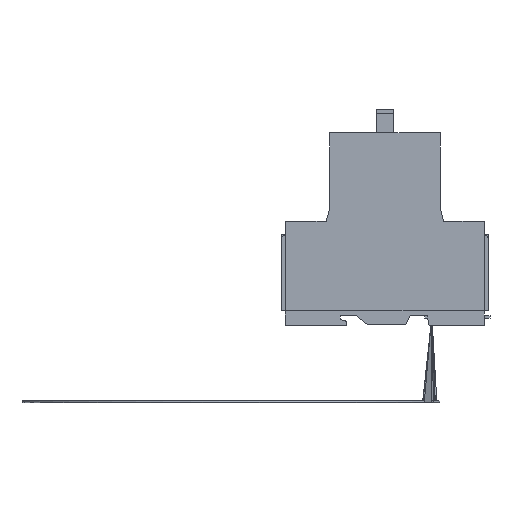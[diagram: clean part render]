
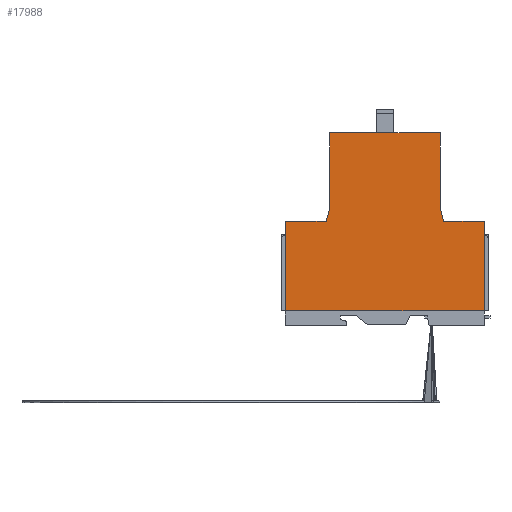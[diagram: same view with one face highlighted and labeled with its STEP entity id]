
A CAD part, left-side view. The second image highlights one B-rep face of the part: STEP entity #17988.
In plain terms, the highlighted planar face has unit normal (-1, 0, 0).
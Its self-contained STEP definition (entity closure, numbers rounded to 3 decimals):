
#2925 = CARTESIAN_POINT ( 'NONE',  ( 0., -40., -54. ) ) ;
#3929 = FACE_OUTER_BOUND ( 'NONE', #17989, .T. ) ;
#3931 = AXIS2_PLACEMENT_3D ( 'NONE', #3938, #3945, #3944 ) ;
#3932 = PLANE ( 'NONE',  #3931 ) ;
#3938 = CARTESIAN_POINT ( 'NONE',  ( 0., 22.25, 17.5 ) ) ;
#3944 = DIRECTION ( 'NONE',  ( 0., 0., 1. ) ) ;
#3945 = DIRECTION ( 'NONE',  ( -1., 0., 0. ) ) ;
#6023 = CARTESIAN_POINT ( 'NONE',  ( 0., -22.25, -12.75 ) ) ;
#7312 = CARTESIAN_POINT ( 'NONE',  ( 0., -22.25, 17.5 ) ) ;
#7313 = CARTESIAN_POINT ( 'NONE',  ( 0., 22.25, 17.5 ) ) ;
#7314 = DIRECTION ( 'NONE',  ( 0., -1., 0. ) ) ;
#7315 = VECTOR ( 'NONE', #7314, 1000. ) ;
#7317 = CARTESIAN_POINT ( 'NONE',  ( 0., -22.25, 17.5 ) ) ;
#7318 = LINE ( 'NONE', #7317, #7315 ) ;
#9683 = DIRECTION ( 'NONE',  ( 0., 0., 1. ) ) ;
#10247 = VECTOR ( 'NONE', #9683, 1000. ) ;
#10248 = CARTESIAN_POINT ( 'NONE',  ( 0., 40., -18. ) ) ;
#10250 = LINE ( 'NONE', #10248, #10247 ) ;
#10267 = CARTESIAN_POINT ( 'NONE',  ( 0., 23.625, -18. ) ) ;
#10268 = DIRECTION ( 'NONE',  ( 0., -1., 0. ) ) ;
#10269 = VECTOR ( 'NONE', #10268, 1000. ) ;
#10270 = CARTESIAN_POINT ( 'NONE',  ( 0., 40., -18. ) ) ;
#10271 = LINE ( 'NONE', #10270, #10269 ) ;
#10504 = CARTESIAN_POINT ( 'NONE',  ( 0., 40., -18. ) ) ;
#11560 = CARTESIAN_POINT ( 'NONE',  ( 0., -23.625, -18. ) ) ;
#11563 = DIRECTION ( 'NONE',  ( 0., -0.253, -0.967 ) ) ;
#11565 = VECTOR ( 'NONE', #11563, 1000. ) ;
#11566 = CARTESIAN_POINT ( 'NONE',  ( 0., -22.25, -12.75 ) ) ;
#11567 = LINE ( 'NONE', #11566, #11565 ) ;
#12929 = DIRECTION ( 'NONE',  ( 0., -0.253, 0.967 ) ) ;
#12930 = VECTOR ( 'NONE', #12929, 1000. ) ;
#12931 = CARTESIAN_POINT ( 'NONE',  ( 0., 22.25, -12.75 ) ) ;
#12932 = LINE ( 'NONE', #12931, #12930 ) ;
#13397 = LINE ( 'NONE', #13431, #13429 ) ;
#13427 = DIRECTION ( 'NONE',  ( 0., 0., 1. ) ) ;
#13429 = VECTOR ( 'NONE', #13427, 1000. ) ;
#13431 = CARTESIAN_POINT ( 'NONE',  ( 0., 22.25, -12.75 ) ) ;
#13674 = CARTESIAN_POINT ( 'NONE',  ( 0., 22.25, -12.75 ) ) ;
#14923 = DIRECTION ( 'NONE',  ( 0., -1., 0. ) ) ;
#14924 = VECTOR ( 'NONE', #14923, 1000. ) ;
#14925 = CARTESIAN_POINT ( 'NONE',  ( 0., -23.625, -18. ) ) ;
#14926 = LINE ( 'NONE', #14925, #14924 ) ;
#14932 = CARTESIAN_POINT ( 'NONE',  ( 0., -40., -18. ) ) ;
#15015 = CARTESIAN_POINT ( 'NONE',  ( 0., -22.25, 17.5 ) ) ;
#15016 = LINE ( 'NONE', #15015, #15055 ) ;
#15054 = DIRECTION ( 'NONE',  ( 0., 0., -1. ) ) ;
#15055 = VECTOR ( 'NONE', #15054, 1000. ) ;
#15082 = DIRECTION ( 'NONE',  ( 0., 0., -1. ) ) ;
#15083 = VECTOR ( 'NONE', #15082, 1000. ) ;
#15084 = CARTESIAN_POINT ( 'NONE',  ( 0., -40., -18. ) ) ;
#15087 = LINE ( 'NONE', #15084, #15083 ) ;
#15095 = CARTESIAN_POINT ( 'NONE',  ( 0., 40., -54. ) ) ;
#15411 = DIRECTION ( 'NONE',  ( 0., 1., 0. ) ) ;
#15412 = VECTOR ( 'NONE', #15411, 1000. ) ;
#15413 = CARTESIAN_POINT ( 'NONE',  ( 0., -40., -54. ) ) ;
#15414 = LINE ( 'NONE', #15413, #15412 ) ;
#17148 = EDGE_CURVE ( 'NONE', #17149, #17150, #7318, .T. ) ;
#17149 = VERTEX_POINT ( 'NONE', #7313 ) ;
#17150 = VERTEX_POINT ( 'NONE', #7312 ) ;
#17509 = VERTEX_POINT ( 'NONE', #6023 ) ;
#17554 = EDGE_CURVE ( 'NONE', #17555, #17149, #13397, .T. ) ;
#17555 = VERTEX_POINT ( 'NONE', #13674 ) ;
#17714 = EDGE_CURVE ( 'NONE', #17743, #17715, #10271, .T. ) ;
#17715 = VERTEX_POINT ( 'NONE', #10267 ) ;
#17742 = EDGE_CURVE ( 'NONE', #17881, #17743, #10250, .T. ) ;
#17743 = VERTEX_POINT ( 'NONE', #10504 ) ;
#17788 = EDGE_CURVE ( 'NONE', #17509, #17789, #11567, .T. ) ;
#17789 = VERTEX_POINT ( 'NONE', #11560 ) ;
#17801 = ORIENTED_EDGE ( 'NONE', *, *, #17840, .F. ) ;
#17802 = ORIENTED_EDGE ( 'NONE', *, *, #17788, .F. ) ;
#17803 = ORIENTED_EDGE ( 'NONE', *, *, #17876, .F. ) ;
#17804 = ORIENTED_EDGE ( 'NONE', *, *, #17148, .F. ) ;
#17840 = EDGE_CURVE ( 'NONE', #17789, #17841, #14926, .T. ) ;
#17841 = VERTEX_POINT ( 'NONE', #14932 ) ;
#17876 = EDGE_CURVE ( 'NONE', #17150, #17509, #15016, .T. ) ;
#17881 = VERTEX_POINT ( 'NONE', #15095 ) ;
#17896 = EDGE_CURVE ( 'NONE', #17841, #17934, #15087, .T. ) ;
#17907 = EDGE_CURVE ( 'NONE', #17934, #17881, #15414, .T. ) ;
#17934 = VERTEX_POINT ( 'NONE', #2925 ) ;
#17988 = ADVANCED_FACE ( 'NONE', ( #3929 ), #3932, .T. ) ;
#17989 = EDGE_LOOP ( 'NONE', ( #17990, #17991, #17992, #17993, #17994, #17995, #17801, #17802, #17803, #17804 ) ) ;
#17990 = ORIENTED_EDGE ( 'NONE', *, *, #17554, .F. ) ;
#17991 = ORIENTED_EDGE ( 'NONE', *, *, #18027, .F. ) ;
#17992 = ORIENTED_EDGE ( 'NONE', *, *, #17714, .F. ) ;
#17993 = ORIENTED_EDGE ( 'NONE', *, *, #17742, .F. ) ;
#17994 = ORIENTED_EDGE ( 'NONE', *, *, #17907, .F. ) ;
#17995 = ORIENTED_EDGE ( 'NONE', *, *, #17896, .F. ) ;
#18027 = EDGE_CURVE ( 'NONE', #17715, #17555, #12932, .T. ) ;
